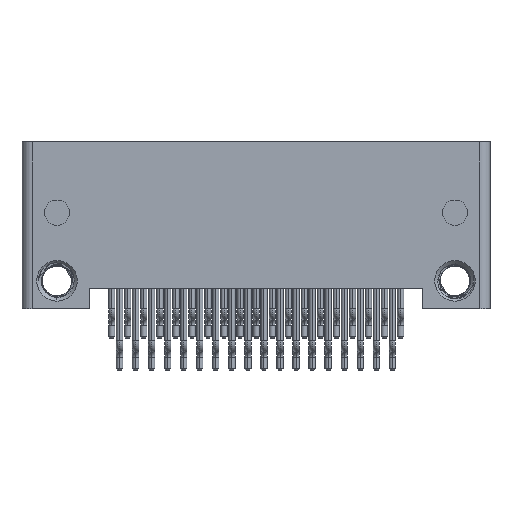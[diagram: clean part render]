
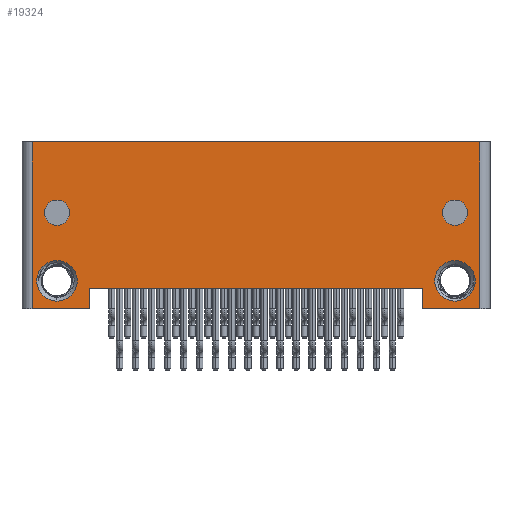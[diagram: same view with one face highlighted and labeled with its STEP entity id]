
A CAD part, front view. The second image highlights one B-rep face of the part: STEP entity #19324.
In plain terms, the highlighted planar face has unit normal (0, -1, 0).
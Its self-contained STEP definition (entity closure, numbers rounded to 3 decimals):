
#644=DIRECTION('',(0.,0.,1.));
#645=VECTOR('',#644,0.8);
#646=CARTESIAN_POINT('',(6.6,-1.93,-6.6));
#647=LINE('',#646,#645);
#656=DIRECTION('',(-1.,0.,0.));
#657=VECTOR('',#656,17.72);
#658=CARTESIAN_POINT('',(8.86,-1.93,0.));
#659=LINE('',#658,#657);
#660=DIRECTION('',(1.,0.,0.));
#661=VECTOR('',#660,13.2);
#662=CARTESIAN_POINT('',(-6.6,-1.93,-5.8));
#663=LINE('',#662,#661);
#664=DIRECTION('',(0.,0.,1.));
#665=VECTOR('',#664,0.8);
#666=CARTESIAN_POINT('',(-6.6,-1.93,-6.6));
#667=LINE('',#666,#665);
#668=CARTESIAN_POINT('',(7.875,-1.93,-2.8));
#669=DIRECTION('',(0.,1.,0.));
#670=DIRECTION('',(0.,0.,-1.));
#671=AXIS2_PLACEMENT_3D('',#668,#669,#670);
#673=CARTESIAN_POINT('',(7.875,-1.93,-2.8));
#674=DIRECTION('',(0.,1.,0.));
#675=DIRECTION('',(0.,0.,1.));
#676=AXIS2_PLACEMENT_3D('',#673,#674,#675);
#678=CARTESIAN_POINT('',(-7.875,-1.93,-2.8));
#679=DIRECTION('',(0.,1.,0.));
#680=DIRECTION('',(0.,0.,-1.));
#681=AXIS2_PLACEMENT_3D('',#678,#679,#680);
#683=CARTESIAN_POINT('',(-7.875,-1.93,-2.8));
#684=DIRECTION('',(0.,1.,0.));
#685=DIRECTION('',(0.,0.,1.));
#686=AXIS2_PLACEMENT_3D('',#683,#684,#685);
#688=CARTESIAN_POINT('',(7.875,-1.93,-5.5));
#689=DIRECTION('',(0.,1.,0.));
#690=DIRECTION('',(0.,0.,-1.));
#691=AXIS2_PLACEMENT_3D('',#688,#689,#690);
#693=CARTESIAN_POINT('',(7.875,-1.93,-5.5));
#694=DIRECTION('',(0.,1.,0.));
#695=DIRECTION('',(0.,0.,1.));
#696=AXIS2_PLACEMENT_3D('',#693,#694,#695);
#698=CARTESIAN_POINT('',(-7.875,-1.93,-5.5));
#699=DIRECTION('',(0.,1.,0.));
#700=DIRECTION('',(0.,0.,-1.));
#701=AXIS2_PLACEMENT_3D('',#698,#699,#700);
#703=CARTESIAN_POINT('',(-7.875,-1.93,-5.5));
#704=DIRECTION('',(0.,1.,0.));
#705=DIRECTION('',(0.,0.,1.));
#706=AXIS2_PLACEMENT_3D('',#703,#704,#705);
#915=DIRECTION('',(-1.,0.,0.));
#916=VECTOR('',#915,2.26);
#917=CARTESIAN_POINT('',(8.86,-1.93,-6.6));
#918=LINE('',#917,#916);
#952=DIRECTION('',(0.,0.,-1.));
#953=VECTOR('',#952,6.6);
#954=CARTESIAN_POINT('',(8.86,-1.93,0.));
#955=LINE('',#954,#953);
#5096=DIRECTION('',(0.,0.,1.));
#5097=VECTOR('',#5096,6.6);
#5098=CARTESIAN_POINT('',(-8.86,-1.93,-6.6));
#5099=LINE('',#5098,#5097);
#5104=DIRECTION('',(-1.,0.,0.));
#5105=VECTOR('',#5104,2.26);
#5106=CARTESIAN_POINT('',(-6.6,-1.93,-6.6));
#5107=LINE('',#5106,#5105);
#16345=CARTESIAN_POINT('',(-6.6,-1.93,-6.6));
#16347=VERTEX_POINT('',#16345);
#16595=CARTESIAN_POINT('',(-6.6,-1.93,-5.8));
#16596=CARTESIAN_POINT('',(6.6,-1.93,-5.8));
#16597=VERTEX_POINT('',#16595);
#16598=VERTEX_POINT('',#16596);
#16845=CARTESIAN_POINT('',(-8.86,-1.93,-6.6));
#16847=VERTEX_POINT('',#16845);
#16932=CARTESIAN_POINT('',(8.86,-1.93,0.));
#16933=CARTESIAN_POINT('',(8.86,-1.93,-6.6));
#16934=VERTEX_POINT('',#16932);
#16935=VERTEX_POINT('',#16933);
#17264=CARTESIAN_POINT('',(-7.875,-1.93,-4.7));
#17265=CARTESIAN_POINT('',(-7.875,-1.93,-6.3));
#17266=VERTEX_POINT('',#17264);
#17267=VERTEX_POINT('',#17265);
#17349=CARTESIAN_POINT('',(7.875,-1.93,-2.3));
#17350=CARTESIAN_POINT('',(7.875,-1.93,-3.3));
#17351=VERTEX_POINT('',#17349);
#17352=VERTEX_POINT('',#17350);
#17509=CARTESIAN_POINT('',(6.6,-1.93,-6.6));
#17510=VERTEX_POINT('',#17509);
#17989=CARTESIAN_POINT('',(-7.875,-1.93,-3.3));
#17990=VERTEX_POINT('',#17989);
#18011=CARTESIAN_POINT('',(7.875,-1.93,-6.3));
#18012=CARTESIAN_POINT('',(7.875,-1.93,-4.7));
#18013=VERTEX_POINT('',#18011);
#18014=VERTEX_POINT('',#18012);
#18177=CARTESIAN_POINT('',(-7.875,-1.93,-2.3));
#18178=VERTEX_POINT('',#18177);
#18355=CARTESIAN_POINT('',(-8.86,-1.93,0.));
#18356=VERTEX_POINT('',#18355);
#19280=CARTESIAN_POINT('',(-9.26,-1.93,0.));
#19281=DIRECTION('',(0.,1.,0.));
#19282=DIRECTION('',(0.,0.,1.));
#19283=AXIS2_PLACEMENT_3D('',#19280,#19281,#19282);
#19284=PLANE('',#19283);
#19286=ORIENTED_EDGE('',*,*,#19285,.F.);
#19288=ORIENTED_EDGE('',*,*,#19287,.T.);
#19290=ORIENTED_EDGE('',*,*,#19289,.T.);
#19291=ORIENTED_EDGE('',*,*,#19261,.T.);
#19292=ORIENTED_EDGE('',*,*,#19166,.F.);
#19293=ORIENTED_EDGE('',*,*,#19206,.F.);
#19295=ORIENTED_EDGE('',*,*,#19294,.T.);
#19297=ORIENTED_EDGE('',*,*,#19296,.T.);
#19298=EDGE_LOOP('',(#19286,#19288,#19290,#19291,#19292,#19293,#19295,#19297));
#19299=FACE_OUTER_BOUND('',#19298,.F.);
#19301=ORIENTED_EDGE('',*,*,#19300,.F.);
#19303=ORIENTED_EDGE('',*,*,#19302,.F.);
#19304=EDGE_LOOP('',(#19301,#19303));
#19305=FACE_BOUND('',#19304,.F.);
#19307=ORIENTED_EDGE('',*,*,#19306,.F.);
#19309=ORIENTED_EDGE('',*,*,#19308,.F.);
#19310=EDGE_LOOP('',(#19307,#19309));
#19311=FACE_BOUND('',#19310,.F.);
#19313=ORIENTED_EDGE('',*,*,#19312,.F.);
#19315=ORIENTED_EDGE('',*,*,#19314,.F.);
#19316=EDGE_LOOP('',(#19313,#19315));
#19317=FACE_BOUND('',#19316,.F.);
#19319=ORIENTED_EDGE('',*,*,#19318,.F.);
#19321=ORIENTED_EDGE('',*,*,#19320,.F.);
#19322=EDGE_LOOP('',(#19319,#19321));
#19323=FACE_BOUND('',#19322,.F.);
#672=CIRCLE('',#671,0.5);
#677=CIRCLE('',#676,0.5);
#682=CIRCLE('',#681,0.5);
#687=CIRCLE('',#686,0.5);
#692=CIRCLE('',#691,0.8);
#697=CIRCLE('',#696,0.8);
#702=CIRCLE('',#701,0.8);
#707=CIRCLE('',#706,0.8);
#19166=EDGE_CURVE('',#16597,#16598,#663,.T.);
#19206=EDGE_CURVE('',#16347,#16597,#667,.T.);
#19261=EDGE_CURVE('',#17510,#16598,#647,.T.);
#19285=EDGE_CURVE('',#16934,#18356,#659,.T.);
#19287=EDGE_CURVE('',#16934,#16935,#955,.T.);
#19289=EDGE_CURVE('',#16935,#17510,#918,.T.);
#19294=EDGE_CURVE('',#16347,#16847,#5107,.T.);
#19296=EDGE_CURVE('',#16847,#18356,#5099,.T.);
#19300=EDGE_CURVE('',#17352,#17351,#672,.T.);
#19302=EDGE_CURVE('',#17351,#17352,#677,.T.);
#19306=EDGE_CURVE('',#17990,#18178,#682,.T.);
#19308=EDGE_CURVE('',#18178,#17990,#687,.T.);
#19312=EDGE_CURVE('',#18013,#18014,#692,.T.);
#19314=EDGE_CURVE('',#18014,#18013,#697,.T.);
#19318=EDGE_CURVE('',#17267,#17266,#702,.T.);
#19320=EDGE_CURVE('',#17266,#17267,#707,.T.);
#19324=ADVANCED_FACE('',(#19299,#19305,#19311,#19317,#19323),#19284,.F.);
